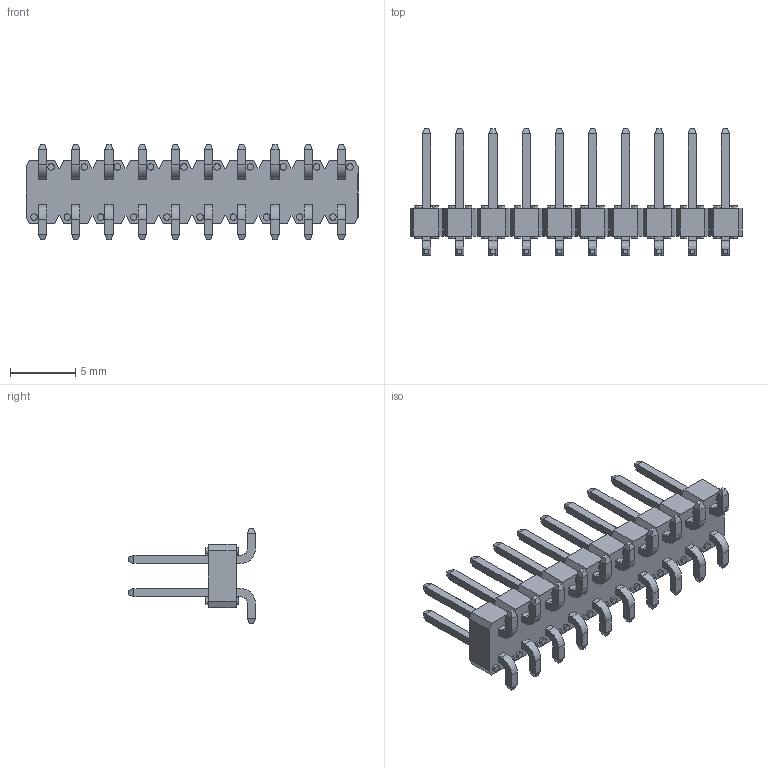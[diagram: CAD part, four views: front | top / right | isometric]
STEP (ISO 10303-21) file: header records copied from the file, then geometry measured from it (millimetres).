
FILE_DESCRIPTION (( 'STEP AP214' ), '1' );
FILE_NAME ('95278101A20LF.STEP', '2023-05-26T04:40:44', ( '' ), ( '' ), 'SwSTEP 2.0', 'SolidWorks 2021', '' );
FILE_SCHEMA (( 'AUTOMOTIVE_DESIGN' ));
Length unit declared in the file: millimetre
Products named in the file (3): 95278101A20LF; 95278 body-goldtin_20; pin^95278-additional-goldtin
Assembly tree (11 placements, depth 2):
  95278101A20LF
    95278 body-goldtin_20
    pin^95278-additional-goldtin  x10
Bounding box: 25.4 x 9.7 x 7.3 mm (x, y, z)
Volume: 322.5 mm3; surface area: 1076.8 mm2
Topology: 41 solids, 41 shells, 762 faces, 1760 edges, 1120 vertices
Faces by surface type: plane 642, cylinder 120
Entity records: 10057 total; most frequent: CARTESIAN_POINT 1712, DIRECTION 1680, ORIENTED_EDGE 1648, EDGE_CURVE 824, VECTOR 656, LINE 656, VERTEX_POINT 544, AXIS2_PLACEMENT_3D 512
